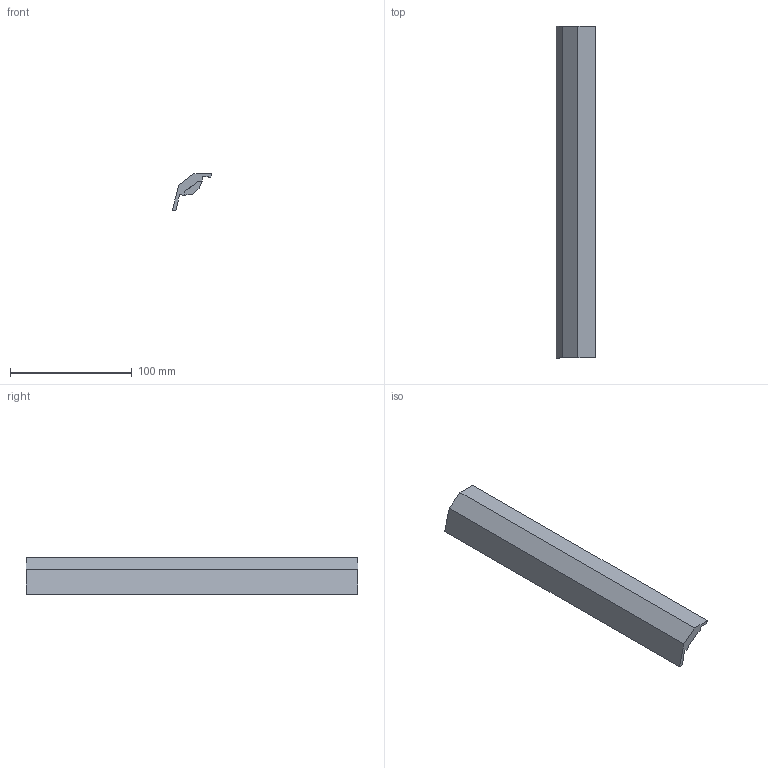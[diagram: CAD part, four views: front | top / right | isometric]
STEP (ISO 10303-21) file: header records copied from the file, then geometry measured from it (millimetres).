
FILE_DESCRIPTION (( 'STEP AP203' ), '1' );
FILE_NAME ('Top-Bar-274mm.STEP', '2021-07-08T14:26:00', ( '' ), ( '' ), 'SwSTEP 2.0', 'SolidWorks 2019', '' );
FILE_SCHEMA (( 'CONFIG_CONTROL_DESIGN' ));
Length unit declared in the file: millimetre
Products named in the file (1): Top-Bar-274mm
Bounding box: 32.43 x 272.5 x 30.17 mm (x, y, z)
Volume: 78806.4 mm3; surface area: 30104.5 mm2
Topology: 1 solids, 1 shells, 46 faces, 112 edges, 72 vertices
Faces by surface type: plane 38, cylinder 8
Entity records: 1405 total; most frequent: CARTESIAN_POINT 231, ORIENTED_EDGE 224, DIRECTION 222, EDGE_CURVE 112, LINE 96, VECTOR 96, VERTEX_POINT 72, AXIS2_PLACEMENT_3D 63
